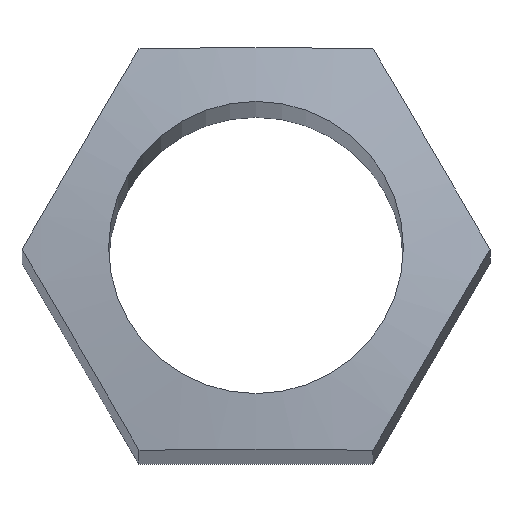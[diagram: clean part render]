
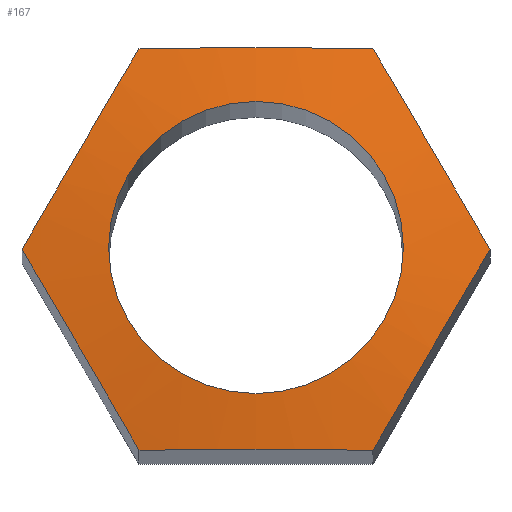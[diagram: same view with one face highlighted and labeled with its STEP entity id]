
A CAD part, front view. The second image highlights one B-rep face of the part: STEP entity #167.
In plain terms, the highlighted spherical face has radius 96.838 mm.
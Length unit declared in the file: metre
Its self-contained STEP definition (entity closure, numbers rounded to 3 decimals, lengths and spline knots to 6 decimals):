
#20=SPHERICAL_SURFACE('',#197,0.096837);
#79=ORIENTED_EDGE('',*,*,#86,.T.);
#80=ORIENTED_EDGE('',*,*,#90,.T.);
#81=ORIENTED_EDGE('',*,*,#93,.T.);
#82=ORIENTED_EDGE('',*,*,#96,.T.);
#83=ORIENTED_EDGE('',*,*,#99,.T.);
#84=ORIENTED_EDGE('',*,*,#102,.T.);
#85=ORIENTED_EDGE('',*,*,#104,.F.);
#86=EDGE_CURVE('',#106,#107,#120,.F.);
#90=EDGE_CURVE('',#107,#110,#121,.F.);
#93=EDGE_CURVE('',#110,#112,#122,.F.);
#96=EDGE_CURVE('',#112,#114,#123,.F.);
#99=EDGE_CURVE('',#114,#116,#124,.F.);
#102=EDGE_CURVE('',#116,#106,#125,.F.);
#104=EDGE_CURVE('',#118,#118,#126,.F.);
#106=VERTEX_POINT('',#249);
#107=VERTEX_POINT('',#250);
#110=VERTEX_POINT('',#258);
#112=VERTEX_POINT('',#264);
#114=VERTEX_POINT('',#270);
#116=VERTEX_POINT('',#276);
#118=VERTEX_POINT('',#285);
#120=CIRCLE('',#182,0.09525);
#121=CIRCLE('',#184,0.09525);
#122=CIRCLE('',#186,0.09525);
#123=CIRCLE('',#188,0.09525);
#124=CIRCLE('',#190,0.09525);
#125=CIRCLE('',#192,0.09525);
#126=CIRCLE('',#194,0.0127);
#138=EDGE_LOOP('',(#79,#80,#81,#82,#83,#84));
#139=EDGE_LOOP('',(#85));
#150=FACE_BOUND('',#138,.T.);
#151=FACE_BOUND('',#139,.T.);
#167=ADVANCED_FACE('',(#150,#151),#20,.T.);
#182=AXIS2_PLACEMENT_3D('',#248,#202,#203);
#184=AXIS2_PLACEMENT_3D('',#257,#209,#210);
#186=AXIS2_PLACEMENT_3D('',#263,#215,#216);
#188=AXIS2_PLACEMENT_3D('',#269,#221,#222);
#190=AXIS2_PLACEMENT_3D('',#275,#227,#228);
#192=AXIS2_PLACEMENT_3D('',#281,#233,#234);
#194=AXIS2_PLACEMENT_3D('',#284,#238,#239);
#197=AXIS2_PLACEMENT_3D('',#289,#244,#245);
#202=DIRECTION('',(-0.866,-0.067,-0.496));
#203=DIRECTION('',(-0.497,0.,0.868));
#209=DIRECTION('',(0.,-0.133,-0.991));
#210=DIRECTION('',(0.,0.991,-0.133));
#215=DIRECTION('',(0.866,-0.067,-0.496));
#216=DIRECTION('',(-0.497,0.,-0.868));
#221=DIRECTION('',(0.866,0.067,0.496));
#222=DIRECTION('',(0.497,0.,-0.868));
#227=DIRECTION('',(0.,0.133,0.991));
#228=DIRECTION('',(0.,-0.991,0.133));
#233=DIRECTION('',(-0.866,0.067,0.496));
#234=DIRECTION('',(0.497,0.,0.868));
#238=DIRECTION('',(0.,0.991,-0.133));
#239=DIRECTION('',(0.,0.133,0.991));
#244=DIRECTION('',(0.,-0.991,0.133));
#245=DIRECTION('',(0.,0.133,0.991));
#248=CARTESIAN_POINT('',(0.442077,-0.547583,-0.086936));
#249=CARTESIAN_POINT('',(0.437036,-0.64029,-0.065666));
#250=CARTESIAN_POINT('',(0.447118,-0.642617,-0.082973));
#257=CARTESIAN_POINT('',(0.4572,-0.548746,-0.09559));
#258=CARTESIAN_POINT('',(0.467282,-0.642617,-0.082973));
#263=CARTESIAN_POINT('',(0.472323,-0.547583,-0.086936));
#264=CARTESIAN_POINT('',(0.477364,-0.64029,-0.065666));
#269=CARTESIAN_POINT('',(0.472323,-0.545257,-0.069629));
#270=CARTESIAN_POINT('',(0.467282,-0.637964,-0.048359));
#275=CARTESIAN_POINT('',(0.4572,-0.544093,-0.060976));
#276=CARTESIAN_POINT('',(0.447118,-0.637964,-0.048359));
#281=CARTESIAN_POINT('',(0.442077,-0.545257,-0.069629));
#284=CARTESIAN_POINT('',(0.4572,-0.641565,-0.065494));
#285=CARTESIAN_POINT('',(0.4572,-0.639873,-0.052908));
#289=CARTESIAN_POINT('',(0.4572,-0.54642,-0.078283));
